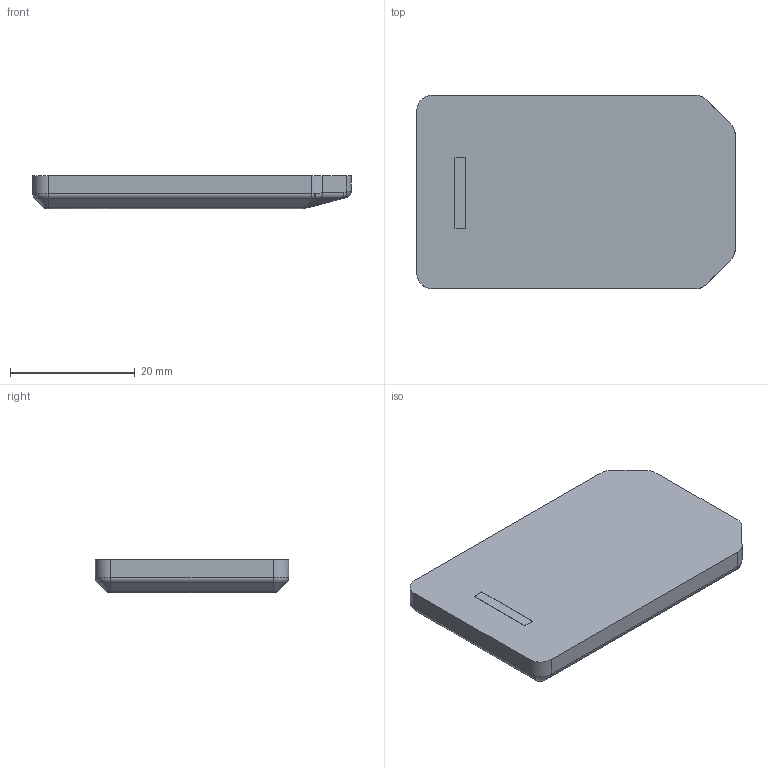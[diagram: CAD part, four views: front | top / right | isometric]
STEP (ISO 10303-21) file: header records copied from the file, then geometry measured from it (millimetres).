
FILE_DESCRIPTION(/* description */ (''),/* implementation_level */ '2;1');
FILE_NAME(/* name */ '4x6-Solid.stp',/* time_stamp */ '2024-06-04T17:04:40+09:00',/* author */ ('kolin'),/* organization */ (''),/* preprocessor_version */ 'ST-DEVELOPER v19.2',/* originating_system */ 'Autodesk Inventor 2023',/* authorisation */ '');
FILE_SCHEMA (('AUTOMOTIVE_DESIGN { 1 0 10303 214 3 1 1 }'));
Length unit declared in the file: millimetre
Products named in the file (1): 4x6CoverSkin-Bulk
Bounding box: 51 x 31 x 5.35 mm (x, y, z)
Volume: 7775.8 mm3; surface area: 3703.6 mm2
Topology: 1 solids, 1 shells, 61 faces, 140 edges, 80 vertices
Faces by surface type: bspline 23, plane 19, cylinder 15, sphere 2, cone 2
Entity records: 3513 total; most frequent: CARTESIAN_POINT 2231, ORIENTED_EDGE 276, DIRECTION 210, EDGE_CURVE 138, VERTEX_POINT 80, AXIS2_PLACEMENT_3D 73, LINE 64, VECTOR 64
